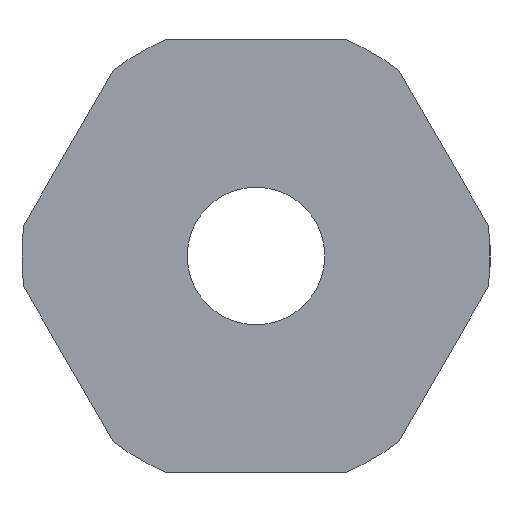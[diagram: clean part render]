
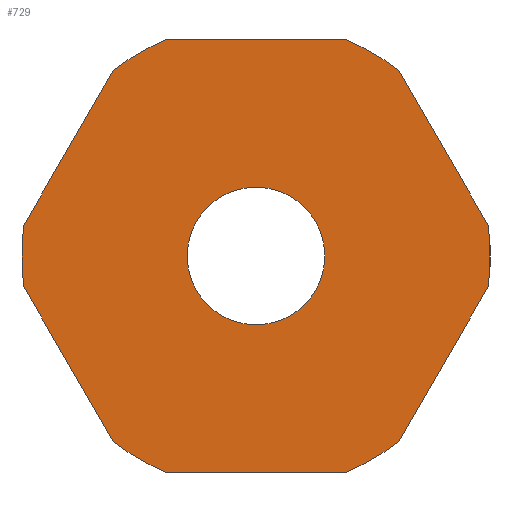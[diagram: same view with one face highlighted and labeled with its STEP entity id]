
A CAD part, left-side view. The second image highlights one B-rep face of the part: STEP entity #729.
In plain terms, the highlighted planar face has unit normal (-1, 0, 0).
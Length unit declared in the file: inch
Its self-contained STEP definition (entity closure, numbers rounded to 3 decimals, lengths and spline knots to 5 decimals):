
#16 = CARTESIAN_POINT ( 'NONE',  ( -3.78125, -0.26812, -0.0356 ) ) ;
#25 = LINE ( 'NONE', #260, #499 ) ;
#35 = VERTEX_POINT ( 'NONE', #76 ) ;
#39 = CARTESIAN_POINT ( 'NONE',  ( -3.78125, -0.26812, 0.0356 ) ) ;
#45 = EDGE_CURVE ( 'NONE', #413, #443, #244, .T. ) ;
#61 = DIRECTION ( 'NONE',  ( 1., 0., 0. ) ) ;
#64 = EDGE_CURVE ( 'NONE', #807, #85, #25, .T. ) ;
#68 = CIRCLE ( 'NONE', #610, 0.27047 ) ;
#73 = AXIS2_PLACEMENT_3D ( 'NONE', #356, #286, #449 ) ;
#76 = CARTESIAN_POINT ( 'NONE',  ( -3.78125, 0., 0.0795 ) ) ;
#78 = DIRECTION ( 'NONE',  ( -1., 0., 0. ) ) ;
#82 = VERTEX_POINT ( 'NONE', #613 ) ;
#83 = CARTESIAN_POINT ( 'NONE',  ( -3.78125, 0., -0.25 ) ) ;
#85 = VERTEX_POINT ( 'NONE', #592 ) ;
#98 = DIRECTION ( 'NONE',  ( 0., 1., 0. ) ) ;
#102 = LINE ( 'NONE', #236, #720 ) ;
#103 = ORIENTED_EDGE ( 'NONE', *, *, #240, .F. ) ;
#116 = VERTEX_POINT ( 'NONE', #472 ) ;
#124 = DIRECTION ( 'NONE',  ( 0., 0., -1. ) ) ;
#136 = CARTESIAN_POINT ( 'NONE',  ( -3.78125, 0., 0. ) ) ;
#140 = EDGE_CURVE ( 'NONE', #393, #542, #68, .T. ) ;
#141 = CIRCLE ( 'NONE', #674, 0.27047 ) ;
#153 = CARTESIAN_POINT ( 'NONE',  ( -3.78125, 0.10322, -0.25 ) ) ;
#156 = ORIENTED_EDGE ( 'NONE', *, *, #213, .F. ) ;
#163 = CARTESIAN_POINT ( 'NONE',  ( -3.78125, 0.26812, -0.0356 ) ) ;
#170 = DIRECTION ( 'NONE',  ( 0., -0.5, -0.866 ) ) ;
#188 = CARTESIAN_POINT ( 'NONE',  ( -3.78125, 0., 0. ) ) ;
#196 = DIRECTION ( 'NONE',  ( 0., 0., -1. ) ) ;
#213 = EDGE_CURVE ( 'NONE', #116, #740, #765, .T. ) ;
#223 = EDGE_CURVE ( 'NONE', #542, #949, #386, .T. ) ;
#229 = DIRECTION ( 'NONE',  ( 1., 0., 0. ) ) ;
#236 = CARTESIAN_POINT ( 'NONE',  ( -3.78125, -0.21651, 0.125 ) ) ;
#240 = EDGE_CURVE ( 'NONE', #250, #393, #536, .T. ) ;
#244 = LINE ( 'NONE', #253, #266 ) ;
#250 = VERTEX_POINT ( 'NONE', #304 ) ;
#253 = CARTESIAN_POINT ( 'NONE',  ( -3.78125, -0.21651, -0.125 ) ) ;
#254 = AXIS2_PLACEMENT_3D ( 'NONE', #317, #306, #616 ) ;
#260 = CARTESIAN_POINT ( 'NONE',  ( -3.78125, 0., 0.25 ) ) ;
#266 = VECTOR ( 'NONE', #446, 39.37008 ) ;
#275 = ORIENTED_EDGE ( 'NONE', *, *, #387, .F. ) ;
#276 = DIRECTION ( 'NONE',  ( 1., 0., 0. ) ) ;
#284 = CIRCLE ( 'NONE', #254, 0.0795 ) ;
#286 = DIRECTION ( 'NONE',  ( 1., 0., 0. ) ) ;
#291 = EDGE_CURVE ( 'NONE', #949, #807, #486, .T. ) ;
#292 = DIRECTION ( 'NONE',  ( 0., 0., -1. ) ) ;
#298 = CARTESIAN_POINT ( 'NONE',  ( -3.78125, 0., 0. ) ) ;
#301 = ORIENTED_EDGE ( 'NONE', *, *, #565, .F. ) ;
#304 = CARTESIAN_POINT ( 'NONE',  ( -3.78125, 0.16489, -0.2144 ) ) ;
#305 = DIRECTION ( 'NONE',  ( 0., -1., 0. ) ) ;
#306 = DIRECTION ( 'NONE',  ( -1., 0., 0. ) ) ;
#307 = CIRCLE ( 'NONE', #735, 0.0795 ) ;
#309 = EDGE_CURVE ( 'NONE', #740, #250, #745, .T. ) ;
#312 = CARTESIAN_POINT ( 'NONE',  ( -3.78125, 0., 0. ) ) ;
#317 = CARTESIAN_POINT ( 'NONE',  ( -3.78125, 0., 0. ) ) ;
#324 = DIRECTION ( 'NONE',  ( 0., 0., -1. ) ) ;
#353 = AXIS2_PLACEMENT_3D ( 'NONE', #865, #628, #402 ) ;
#356 = CARTESIAN_POINT ( 'NONE',  ( -3.78125, 0., 0. ) ) ;
#360 = EDGE_CURVE ( 'NONE', #849, #614, #102, .T. ) ;
#375 = AXIS2_PLACEMENT_3D ( 'NONE', #298, #61, #882 ) ;
#386 = LINE ( 'NONE', #599, #566 ) ;
#387 = EDGE_CURVE ( 'NONE', #85, #849, #805, .T. ) ;
#393 = VERTEX_POINT ( 'NONE', #163 ) ;
#402 = DIRECTION ( 'NONE',  ( 0., 0., -1. ) ) ;
#406 = CARTESIAN_POINT ( 'NONE',  ( -3.78125, 0.26812, 0.0356 ) ) ;
#413 = VERTEX_POINT ( 'NONE', #16 ) ;
#443 = VERTEX_POINT ( 'NONE', #830 ) ;
#446 = DIRECTION ( 'NONE',  ( 0., 0.5, -0.866 ) ) ;
#449 = DIRECTION ( 'NONE',  ( 0., 0., -1. ) ) ;
#472 = CARTESIAN_POINT ( 'NONE',  ( -3.78125, -0.10322, -0.25 ) ) ;
#473 = ORIENTED_EDGE ( 'NONE', *, *, #64, .F. ) ;
#486 = CIRCLE ( 'NONE', #375, 0.27047 ) ;
#499 = VECTOR ( 'NONE', #305, 39.37008 ) ;
#507 = ORIENTED_EDGE ( 'NONE', *, *, #140, .F. ) ;
#527 = ORIENTED_EDGE ( 'NONE', *, *, #223, .F. ) ;
#532 = CARTESIAN_POINT ( 'NONE',  ( -3.78125, -0.16489, 0.2144 ) ) ;
#536 = LINE ( 'NONE', #543, #644 ) ;
#542 = VERTEX_POINT ( 'NONE', #406 ) ;
#543 = CARTESIAN_POINT ( 'NONE',  ( -3.78125, 0.21651, -0.125 ) ) ;
#547 = CARTESIAN_POINT ( 'NONE',  ( -3.78125, 0.16489, 0.2144 ) ) ;
#565 = EDGE_CURVE ( 'NONE', #614, #413, #886, .T. ) ;
#566 = VECTOR ( 'NONE', #682, 39.37008 ) ;
#569 = ORIENTED_EDGE ( 'NONE', *, *, #45, .F. ) ;
#571 = ORIENTED_EDGE ( 'NONE', *, *, #360, .F. ) ;
#578 = EDGE_LOOP ( 'NONE', ( #698, #810 ) ) ;
#592 = CARTESIAN_POINT ( 'NONE',  ( -3.78125, -0.10322, 0.25 ) ) ;
#598 = ORIENTED_EDGE ( 'NONE', *, *, #291, .F. ) ;
#599 = CARTESIAN_POINT ( 'NONE',  ( -3.78125, 0.21651, 0.125 ) ) ;
#610 = AXIS2_PLACEMENT_3D ( 'NONE', #188, #778, #124 ) ;
#613 = CARTESIAN_POINT ( 'NONE',  ( -3.78125, 0., -0.0795 ) ) ;
#614 = VERTEX_POINT ( 'NONE', #39 ) ;
#616 = DIRECTION ( 'NONE',  ( 0., 0., 1. ) ) ;
#628 = DIRECTION ( 'NONE',  ( 1., 0., 0. ) ) ;
#644 = VECTOR ( 'NONE', #833, 39.37008 ) ;
#648 = DIRECTION ( 'NONE',  ( 0., 0., 1. ) ) ;
#651 = FACE_OUTER_BOUND ( 'NONE', #879, .T. ) ;
#658 = AXIS2_PLACEMENT_3D ( 'NONE', #837, #750, #324 ) ;
#674 = AXIS2_PLACEMENT_3D ( 'NONE', #312, #276, #196 ) ;
#682 = DIRECTION ( 'NONE',  ( 0., -0.5, 0.866 ) ) ;
#698 = ORIENTED_EDGE ( 'NONE', *, *, #788, .F. ) ;
#704 = EDGE_CURVE ( 'NONE', #82, #35, #307, .T. ) ;
#719 = FACE_BOUND ( 'NONE', #578, .T. ) ;
#720 = VECTOR ( 'NONE', #170, 39.37008 ) ;
#725 = CARTESIAN_POINT ( 'NONE',  ( -3.78125, 0., 0. ) ) ;
#729 = ADVANCED_FACE ( 'NONE', ( #719, #651 ), #731, .F. ) ;
#731 = PLANE ( 'NONE',  #845 ) ;
#735 = AXIS2_PLACEMENT_3D ( 'NONE', #725, #78, #648 ) ;
#740 = VERTEX_POINT ( 'NONE', #153 ) ;
#745 = CIRCLE ( 'NONE', #73, 0.27047 ) ;
#750 = DIRECTION ( 'NONE',  ( 1., 0., 0. ) ) ;
#765 = LINE ( 'NONE', #83, #933 ) ;
#778 = DIRECTION ( 'NONE',  ( 1., 0., 0. ) ) ;
#788 = EDGE_CURVE ( 'NONE', #35, #82, #284, .T. ) ;
#803 = ORIENTED_EDGE ( 'NONE', *, *, #930, .F. ) ;
#805 = CIRCLE ( 'NONE', #658, 0.27047 ) ;
#807 = VERTEX_POINT ( 'NONE', #821 ) ;
#810 = ORIENTED_EDGE ( 'NONE', *, *, #704, .F. ) ;
#821 = CARTESIAN_POINT ( 'NONE',  ( -3.78125, 0.10322, 0.25 ) ) ;
#830 = CARTESIAN_POINT ( 'NONE',  ( -3.78125, -0.16489, -0.2144 ) ) ;
#833 = DIRECTION ( 'NONE',  ( 0., 0.5, 0.866 ) ) ;
#837 = CARTESIAN_POINT ( 'NONE',  ( -3.78125, 0., 0. ) ) ;
#845 = AXIS2_PLACEMENT_3D ( 'NONE', #136, #229, #292 ) ;
#849 = VERTEX_POINT ( 'NONE', #532 ) ;
#865 = CARTESIAN_POINT ( 'NONE',  ( -3.78125, 0., 0. ) ) ;
#879 = EDGE_LOOP ( 'NONE', ( #156, #803, #569, #301, #571, #275, #473, #598, #527, #507, #103, #915 ) ) ;
#882 = DIRECTION ( 'NONE',  ( 0., 0., -1. ) ) ;
#886 = CIRCLE ( 'NONE', #353, 0.27047 ) ;
#915 = ORIENTED_EDGE ( 'NONE', *, *, #309, .F. ) ;
#930 = EDGE_CURVE ( 'NONE', #443, #116, #141, .T. ) ;
#933 = VECTOR ( 'NONE', #98, 39.37008 ) ;
#949 = VERTEX_POINT ( 'NONE', #547 ) ;
